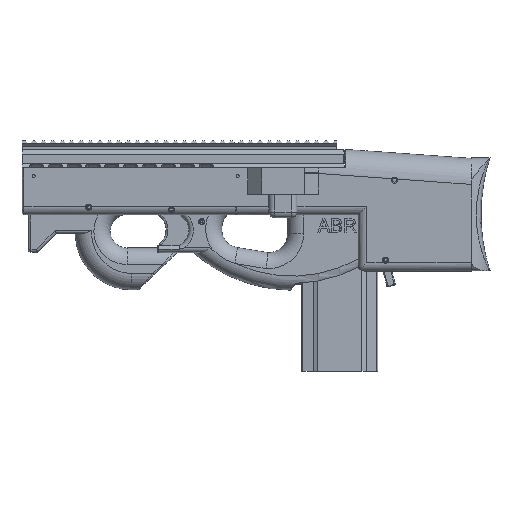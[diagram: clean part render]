
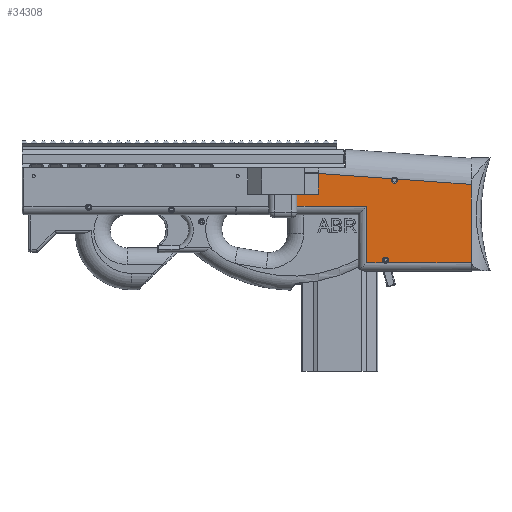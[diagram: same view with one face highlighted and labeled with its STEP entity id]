
A CAD part, front view. The second image highlights one B-rep face of the part: STEP entity #34308.
In plain terms, the highlighted planar face has unit normal (0, -1, 0).
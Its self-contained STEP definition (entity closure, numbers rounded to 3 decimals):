
#1089=CIRCLE('',#36447,3.25);
#1091=CIRCLE('',#36449,3.25);
#1096=CIRCLE('',#36472,3.25);
#1098=CIRCLE('',#36474,3.25);
#3331=FACE_OUTER_BOUND('',#5282,.T.);
#5282=EDGE_LOOP('',(#24726,#24727,#24728,#24729,#24730,#24731,#24732,#24733,
#24734,#24735,#24736,#24737,#24738,#24739));
#7284=LINE('',#51556,#10746);
#7286=LINE('',#51565,#10748);
#7529=LINE('',#53138,#10991);
#7715=LINE('',#53623,#11177);
#7754=LINE('',#53782,#11216);
#7755=LINE('',#53798,#11217);
#7766=LINE('',#53840,#11228);
#7767=LINE('',#53842,#11229);
#7768=LINE('',#53844,#11230);
#7769=LINE('',#53845,#11231);
#10746=VECTOR('',#39801,10.);
#10748=VECTOR('',#39809,10.);
#10991=VECTOR('',#40416,10.);
#11177=VECTOR('',#40808,10.);
#11216=VECTOR('',#40897,10.);
#11217=VECTOR('',#40898,10.);
#11228=VECTOR('',#40945,10.);
#11229=VECTOR('',#40946,10.);
#11230=VECTOR('',#40947,10.);
#11231=VECTOR('',#40948,10.);
#14246=VERTEX_POINT('',#51543);
#14247=VERTEX_POINT('',#51544);
#14248=VERTEX_POINT('',#51555);
#14252=VERTEX_POINT('',#51563);
#14498=VERTEX_POINT('',#53135);
#14640=VERTEX_POINT('',#53620);
#14641=VERTEX_POINT('',#53622);
#14657=VERTEX_POINT('',#53674);
#14671=VERTEX_POINT('',#53776);
#14672=VERTEX_POINT('',#53781);
#14673=VERTEX_POINT('',#53783);
#14681=VERTEX_POINT('',#53832);
#14683=VERTEX_POINT('',#53841);
#14684=VERTEX_POINT('',#53843);
#17778=EDGE_CURVE('',#14246,#14248,#7284,.T.);
#17783=EDGE_CURVE('',#14252,#14247,#7286,.T.);
#18150=EDGE_CURVE('',#14252,#14498,#7529,.T.);
#18374=EDGE_CURVE('',#14640,#14641,#7715,.F.);
#18401=EDGE_CURVE('',#14657,#14247,#1089,.T.);
#18404=EDGE_CURVE('',#14246,#14657,#1091,.T.);
#18425=EDGE_CURVE('',#14671,#14672,#7754,.T.);
#18427=EDGE_CURVE('',#14673,#14498,#7755,.T.);
#18443=EDGE_CURVE('',#14681,#14672,#1096,.T.);
#18446=EDGE_CURVE('',#14673,#14681,#1098,.T.);
#18447=EDGE_CURVE('',#14641,#14671,#7766,.T.);
#18448=EDGE_CURVE('',#14683,#14640,#7767,.F.);
#18449=EDGE_CURVE('',#14684,#14683,#7768,.T.);
#18450=EDGE_CURVE('',#14248,#14684,#7769,.T.);
#24726=ORIENTED_EDGE('',*,*,#17778,.F.);
#24727=ORIENTED_EDGE('',*,*,#18404,.T.);
#24728=ORIENTED_EDGE('',*,*,#18401,.T.);
#24729=ORIENTED_EDGE('',*,*,#17783,.F.);
#24730=ORIENTED_EDGE('',*,*,#18150,.T.);
#24731=ORIENTED_EDGE('',*,*,#18427,.F.);
#24732=ORIENTED_EDGE('',*,*,#18446,.T.);
#24733=ORIENTED_EDGE('',*,*,#18443,.T.);
#24734=ORIENTED_EDGE('',*,*,#18425,.F.);
#24735=ORIENTED_EDGE('',*,*,#18447,.F.);
#24736=ORIENTED_EDGE('',*,*,#18374,.F.);
#24737=ORIENTED_EDGE('',*,*,#18448,.F.);
#24738=ORIENTED_EDGE('',*,*,#18449,.F.);
#24739=ORIENTED_EDGE('',*,*,#18450,.F.);
#33062=PLANE('',#36476);
#34308=ADVANCED_FACE('',(#3331),#33062,.F.);
#36447=AXIS2_PLACEMENT_3D('',#53675,#40857,#40858);
#36449=AXIS2_PLACEMENT_3D('',#53679,#40862,#40863);
#36472=AXIS2_PLACEMENT_3D('',#53833,#40934,#40935);
#36474=AXIS2_PLACEMENT_3D('',#53837,#40939,#40940);
#36476=AXIS2_PLACEMENT_3D('',#53839,#40943,#40944);
#39801=DIRECTION('',(-1.,0.,0.));
#39809=DIRECTION('',(-1.,0.,0.));
#40416=DIRECTION('',(0.,0.,1.));
#40808=DIRECTION('',(-1.,0.,0.));
#40857=DIRECTION('center_axis',(0.,1.,0.));
#40858=DIRECTION('ref_axis',(1.,0.,0.));
#40862=DIRECTION('center_axis',(0.,1.,0.));
#40863=DIRECTION('ref_axis',(1.,0.,0.));
#40897=DIRECTION('',(0.997,0.,-0.071));
#40898=DIRECTION('',(0.997,0.,-0.071));
#40934=DIRECTION('center_axis',(0.,1.,0.));
#40935=DIRECTION('ref_axis',(1.,0.,0.));
#40939=DIRECTION('center_axis',(0.,1.,0.));
#40940=DIRECTION('ref_axis',(1.,0.,0.));
#40943=DIRECTION('center_axis',(0.,1.,0.));
#40944=DIRECTION('ref_axis',(0.,0.,1.));
#40945=DIRECTION('',(0.,0.,1.));
#40946=DIRECTION('',(0.,0.,-1.));
#40947=DIRECTION('',(-1.,0.,0.));
#40948=DIRECTION('',(0.,0.,1.));
#51543=CARTESIAN_POINT('',(297.75,-27.5,-75.5));
#51544=CARTESIAN_POINT('',(300.25,-27.5,-75.5));
#51555=CARTESIAN_POINT('',(279.,-27.5,-75.5));
#51556=CARTESIAN_POINT('',(335.,-27.5,-75.5));
#51563=CARTESIAN_POINT('',(390.,-27.5,-75.5));
#51565=CARTESIAN_POINT('',(335.,-27.5,-75.5));
#53135=CARTESIAN_POINT('',(390.,-27.5,7.93));
#53138=CARTESIAN_POINT('',(390.,-27.5,-29.5));
#53620=CARTESIAN_POINT('',(204.916,-27.5,-2.5));
#53622=CARTESIAN_POINT('',(227.45,-27.5,-2.5));
#53623=CARTESIAN_POINT('',(51.5,-27.5,-2.5));
#53674=CARTESIAN_POINT('',(295.75,-27.5,-72.5));
#53675=CARTESIAN_POINT('Origin',(299.,-27.5,-72.5));
#53679=CARTESIAN_POINT('Origin',(299.,-27.5,-72.5));
#53776=CARTESIAN_POINT('',(227.45,-27.5,19.541));
#53781=CARTESIAN_POINT('',(305.666,-27.5,13.954));
#53782=CARTESIAN_POINT('',(397.99,-27.5,7.359));
#53783=CARTESIAN_POINT('',(311.584,-27.5,13.531));
#53798=CARTESIAN_POINT('',(397.99,-27.5,7.359));
#53832=CARTESIAN_POINT('',(305.28,-27.5,12.419));
#53833=CARTESIAN_POINT('Origin',(308.53,-27.5,12.419));
#53837=CARTESIAN_POINT('Origin',(308.53,-27.5,12.419));
#53839=CARTESIAN_POINT('Origin',(-87.,-27.5,-75.5));
#53840=CARTESIAN_POINT('',(227.45,-27.5,-25.));
#53841=CARTESIAN_POINT('',(204.916,-27.5,-15.5));
#53842=CARTESIAN_POINT('',(204.916,-27.5,-2.5));
#53843=CARTESIAN_POINT('',(279.,-27.5,-15.5));
#53844=CARTESIAN_POINT('',(240.,-27.5,-15.5));
#53845=CARTESIAN_POINT('',(279.,-27.5,-64.5));
